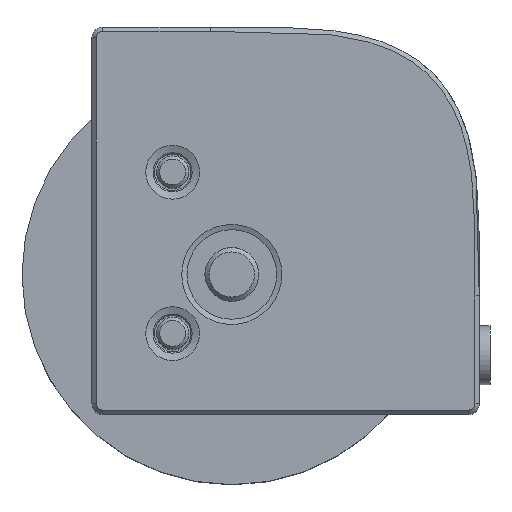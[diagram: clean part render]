
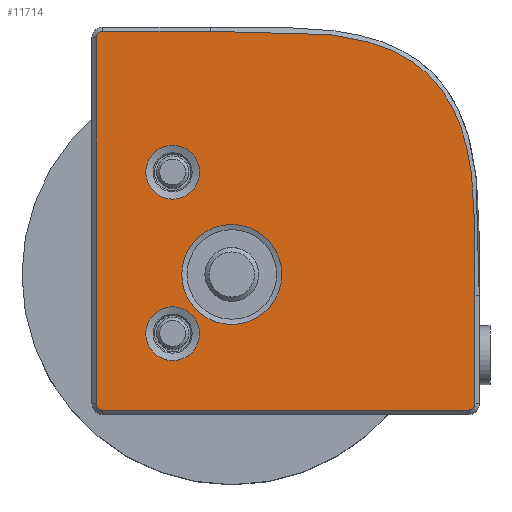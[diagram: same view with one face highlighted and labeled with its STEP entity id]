
A CAD part, top view. The second image highlights one B-rep face of the part: STEP entity #11714.
In plain terms, the highlighted planar face has unit normal (0, 0, 1).
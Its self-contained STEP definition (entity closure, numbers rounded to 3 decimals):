
#590=B_SPLINE_CURVE_WITH_KNOTS('',3,(#34343,#34344,#34345,#34346,#34347,
#34348,#34349,#34350,#34351,#34352,#34353,#34354,#34355,#34356,#34357,#34358),
 .UNSPECIFIED.,.F.,.F.,(4,1,1,1,1,1,1,1,1,1,1,1,1,4),(0.,
1.075,1.478,1.881,2.15,2.687,
3.224,3.762,4.299,4.837,5.374,
5.911,6.449,7.523),.UNSPECIFIED.);
#792=FACE_BOUND('',#2620,.T.);
#793=FACE_BOUND('',#2621,.T.);
#794=FACE_BOUND('',#2622,.T.);
#1082=PLANE('',#12810);
#1888=FACE_OUTER_BOUND('',#2619,.T.);
#2619=EDGE_LOOP('',(#10791,#10792,#10793,#10794,#10795,#10796,#10797,#10798));
#2620=EDGE_LOOP('',(#10799));
#2621=EDGE_LOOP('',(#10800));
#2622=EDGE_LOOP('',(#10801));
#3518=LINE('',#34337,#4417);
#3519=LINE('',#34341,#4418);
#3520=LINE('',#34360,#4419);
#3521=LINE('',#34364,#4420);
#4417=VECTOR('',#15530,10.);
#4418=VECTOR('',#15533,10.);
#4419=VECTOR('',#15534,10.);
#4420=VECTOR('',#15537,10.);
#4817=CIRCLE('',#12809,2.5);
#4818=CIRCLE('',#12811,0.6);
#4819=CIRCLE('',#12812,0.6);
#4820=CIRCLE('',#12813,0.6);
#4821=CIRCLE('',#12814,2.5);
#4822=CIRCLE('',#12815,4.65);
#5864=VERTEX_POINT('',#34331);
#5865=VERTEX_POINT('',#34335);
#5866=VERTEX_POINT('',#34336);
#5867=VERTEX_POINT('',#34338);
#5868=VERTEX_POINT('',#34340);
#5869=VERTEX_POINT('',#34342);
#5870=VERTEX_POINT('',#34359);
#5871=VERTEX_POINT('',#34361);
#5872=VERTEX_POINT('',#34363);
#5873=VERTEX_POINT('',#34366);
#5874=VERTEX_POINT('',#34368);
#7516=EDGE_CURVE('',#5864,#5864,#4817,.T.);
#7517=EDGE_CURVE('',#5865,#5866,#3518,.T.);
#7518=EDGE_CURVE('',#5867,#5865,#4818,.T.);
#7519=EDGE_CURVE('',#5868,#5867,#3519,.T.);
#7520=EDGE_CURVE('',#5869,#5868,#590,.T.);
#7521=EDGE_CURVE('',#5870,#5869,#3520,.T.);
#7522=EDGE_CURVE('',#5871,#5870,#4819,.T.);
#7523=EDGE_CURVE('',#5872,#5871,#3521,.T.);
#7524=EDGE_CURVE('',#5866,#5872,#4820,.T.);
#7525=EDGE_CURVE('',#5873,#5873,#4821,.T.);
#7526=EDGE_CURVE('',#5874,#5874,#4822,.T.);
#10791=ORIENTED_EDGE('',*,*,#7517,.F.);
#10792=ORIENTED_EDGE('',*,*,#7518,.F.);
#10793=ORIENTED_EDGE('',*,*,#7519,.F.);
#10794=ORIENTED_EDGE('',*,*,#7520,.F.);
#10795=ORIENTED_EDGE('',*,*,#7521,.F.);
#10796=ORIENTED_EDGE('',*,*,#7522,.F.);
#10797=ORIENTED_EDGE('',*,*,#7523,.F.);
#10798=ORIENTED_EDGE('',*,*,#7524,.F.);
#10799=ORIENTED_EDGE('',*,*,#7525,.F.);
#10800=ORIENTED_EDGE('',*,*,#7526,.F.);
#10801=ORIENTED_EDGE('',*,*,#7516,.F.);
#11714=ADVANCED_FACE('',(#1888,#792,#793,#794),#1082,.T.);
#12809=AXIS2_PLACEMENT_3D('',#34333,#15526,#15527);
#12810=AXIS2_PLACEMENT_3D('',#34334,#15528,#15529);
#12811=AXIS2_PLACEMENT_3D('',#34339,#15531,#15532);
#12812=AXIS2_PLACEMENT_3D('',#34362,#15535,#15536);
#12813=AXIS2_PLACEMENT_3D('',#34365,#15538,#15539);
#12814=AXIS2_PLACEMENT_3D('',#34367,#15540,#15541);
#12815=AXIS2_PLACEMENT_3D('',#34369,#15542,#15543);
#15526=DIRECTION('center_axis',(0.,0.,1.));
#15527=DIRECTION('ref_axis',(1.,0.,0.));
#15528=DIRECTION('center_axis',(0.,0.,1.));
#15529=DIRECTION('ref_axis',(1.,0.,0.));
#15530=DIRECTION('',(1.,0.,0.));
#15531=DIRECTION('center_axis',(0.,0.,-1.));
#15532=DIRECTION('ref_axis',(-0.707,0.707,0.));
#15533=DIRECTION('',(0.,1.,0.));
#15534=DIRECTION('',(-1.,0.,0.));
#15535=DIRECTION('center_axis',(0.,0.,-1.));
#15536=DIRECTION('ref_axis',(0.707,-0.707,0.));
#15537=DIRECTION('',(0.,-1.,0.));
#15538=DIRECTION('center_axis',(0.,0.,-1.));
#15539=DIRECTION('ref_axis',(0.707,0.707,0.));
#15540=DIRECTION('center_axis',(0.,0.,1.));
#15541=DIRECTION('ref_axis',(1.,0.,0.));
#15542=DIRECTION('center_axis',(0.,0.,1.));
#15543=DIRECTION('ref_axis',(1.,0.,0.));
#34331=CARTESIAN_POINT('',(-110.,-122.5,35.));
#34333=CARTESIAN_POINT('Origin',(-107.5,-122.5,35.));
#34334=CARTESIAN_POINT('Origin',(-118.,-118.,35.));
#34335=CARTESIAN_POINT('',(-135.,-100.4,35.));
#34336=CARTESIAN_POINT('',(-101.,-100.4,35.));
#34337=CARTESIAN_POINT('',(-109.,-100.4,35.));
#34338=CARTESIAN_POINT('',(-135.6,-101.,35.));
#34339=CARTESIAN_POINT('Origin',(-135.,-101.,35.));
#34340=CARTESIAN_POINT('',(-135.6,-111.,35.));
#34341=CARTESIAN_POINT('',(-135.6,-109.,35.));
#34342=CARTESIAN_POINT('',(-111.,-135.6,35.));
#34343=CARTESIAN_POINT('Ctrl Pts',(-111.,-135.6,35.));
#34344=CARTESIAN_POINT('Ctrl Pts',(-114.583,-135.6,35.));
#34345=CARTESIAN_POINT('Ctrl Pts',(-118.056,-135.613,
35.));
#34346=CARTESIAN_POINT('Ctrl Pts',(-121.299,-135.402,35.));
#34347=CARTESIAN_POINT('Ctrl Pts',(-122.926,-135.209,35.));
#34348=CARTESIAN_POINT('Ctrl Pts',(-124.788,-134.875,
35.));
#34349=CARTESIAN_POINT('Ctrl Pts',(-126.894,-134.307,
35.));
#34350=CARTESIAN_POINT('Ctrl Pts',(-129.333,-133.172,
35.));
#34351=CARTESIAN_POINT('Ctrl Pts',(-131.411,-131.581,
35.));
#34352=CARTESIAN_POINT('Ctrl Pts',(-133.08,-129.492,
35.));
#34353=CARTESIAN_POINT('Ctrl Pts',(-134.233,-127.087,35.));
#34354=CARTESIAN_POINT('Ctrl Pts',(-134.974,-124.486,
35.));
#34355=CARTESIAN_POINT('Ctrl Pts',(-135.363,-121.845,
35.));
#34356=CARTESIAN_POINT('Ctrl Pts',(-135.599,-118.495,35.));
#34357=CARTESIAN_POINT('Ctrl Pts',(-135.6,-114.878,35.));
#34358=CARTESIAN_POINT('Ctrl Pts',(-135.6,-111.,35.));
#34359=CARTESIAN_POINT('',(-101.,-135.6,35.));
#34360=CARTESIAN_POINT('',(-127.,-135.6,35.));
#34361=CARTESIAN_POINT('',(-100.4,-135.,35.));
#34362=CARTESIAN_POINT('Origin',(-101.,-135.,35.));
#34363=CARTESIAN_POINT('',(-100.4,-101.,35.));
#34364=CARTESIAN_POINT('',(-100.4,-127.,35.));
#34365=CARTESIAN_POINT('Origin',(-101.,-101.,35.));
#34366=CARTESIAN_POINT('',(-110.,-107.5,35.));
#34367=CARTESIAN_POINT('Origin',(-107.5,-107.5,35.));
#34368=CARTESIAN_POINT('',(-117.65,-113.,35.));
#34369=CARTESIAN_POINT('Origin',(-113.,-113.,35.));
